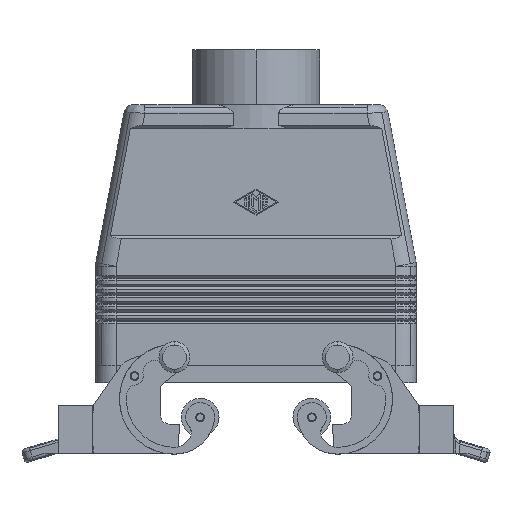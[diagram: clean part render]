
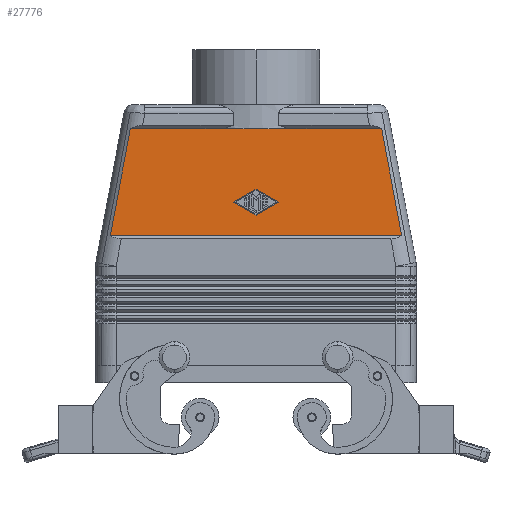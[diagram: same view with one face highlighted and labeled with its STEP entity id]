
A CAD part, front view. The second image highlights one B-rep face of the part: STEP entity #27776.
In plain terms, the highlighted planar face has unit normal (0, -1, 0).
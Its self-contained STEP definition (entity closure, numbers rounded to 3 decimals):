
#1755=CARTESIAN_POINT('',(36.587,-20.5,74.0));
#1756=VERTEX_POINT('',#1755);
#1764=CARTESIAN_POINT('',(42.42,-20.5,43.));
#1765=VERTEX_POINT('',#1764);
#1766=CARTESIAN_POINT('',(36.587,-20.5,74.0));
#1767=DIRECTION('',(0.185,0.0,-0.983));
#1768=VECTOR('',#1767,31.544);
#1769=LINE('',#1766,#1768);
#1770=EDGE_CURVE('',#1756,#1765,#1769,.T.);
#1991=CARTESIAN_POINT('',(-42.42,-20.5,43.));
#1992=VERTEX_POINT('',#1991);
#2000=CARTESIAN_POINT('',(-36.587,-20.5,74.0));
#2001=VERTEX_POINT('',#2000);
#2002=CARTESIAN_POINT('',(-42.42,-20.5,43.));
#2003=DIRECTION('',(0.185,0.0,0.983));
#2004=VECTOR('',#2003,31.544);
#2005=LINE('',#2002,#2004);
#2006=EDGE_CURVE('',#1992,#2001,#2005,.T.);
#10620=CARTESIAN_POINT('',(-9.274,-20.5,74.0));
#10621=VERTEX_POINT('',#10620);
#10631=CARTESIAN_POINT('',(9.274,-20.5,74.0));
#10632=VERTEX_POINT('',#10631);
#10813=CARTESIAN_POINT('',(-9.274,-20.5,74.0));
#10814=DIRECTION('',(1.0,0.0,0.0));
#10815=VECTOR('',#10814,18.547);
#10816=LINE('',#10813,#10815);
#10817=EDGE_CURVE('',#10621,#10632,#10816,.T.);
#11018=CARTESIAN_POINT('',(9.274,-20.5,74.0));
#11019=DIRECTION('',(1.0,0.0,0.0));
#11020=VECTOR('',#11019,27.313);
#11021=LINE('',#11018,#11020);
#11022=EDGE_CURVE('',#10632,#1756,#11021,.T.);
#11047=CARTESIAN_POINT('',(-36.587,-20.5,74.0));
#11048=DIRECTION('',(1.0,0.0,0.0));
#11049=VECTOR('',#11048,27.313);
#11050=LINE('',#11047,#11049);
#11051=EDGE_CURVE('',#2001,#10621,#11050,.T.);
#26924=CARTESIAN_POINT('',(0.,-20.5,56.399));
#26925=VERTEX_POINT('',#26924);
#26926=CARTESIAN_POINT('',(6.5,-20.5,52.65));
#26927=VERTEX_POINT('',#26926);
#26928=CARTESIAN_POINT('',(0.,-20.5,56.399));
#26929=DIRECTION('',(0.866,0.0,-0.5));
#26930=VECTOR('',#26929,7.504);
#26931=LINE('',#26928,#26930);
#26932=EDGE_CURVE('',#26925,#26927,#26931,.T.);
#26964=CARTESIAN_POINT('',(0.,-20.5,48.901));
#26965=VERTEX_POINT('',#26964);
#26966=CARTESIAN_POINT('',(6.5,-20.5,52.65));
#26967=DIRECTION('',(-0.866,0.0,-0.5));
#26968=VECTOR('',#26967,7.504);
#26969=LINE('',#26966,#26968);
#26970=EDGE_CURVE('',#26927,#26965,#26969,.T.);
#27048=CARTESIAN_POINT('',(-6.5,-20.5,52.65));
#27049=VERTEX_POINT('',#27048);
#27050=CARTESIAN_POINT('',(0.,-20.5,48.901));
#27051=DIRECTION('',(-0.866,0.0,0.5));
#27052=VECTOR('',#27051,7.504);
#27053=LINE('',#27050,#27052);
#27054=EDGE_CURVE('',#26965,#27049,#27053,.T.);
#27079=CARTESIAN_POINT('',(-6.5,-20.5,52.65));
#27080=DIRECTION('',(0.866,0.0,0.5));
#27081=VECTOR('',#27080,7.504);
#27082=LINE('',#27079,#27081);
#27083=EDGE_CURVE('',#27049,#26925,#27082,.T.);
#27752=CARTESIAN_POINT('',(0.0,-20.5,74.0));
#27753=DIRECTION('',(0.0,1.0,0.0));
#27754=DIRECTION('',(0.0,0.0,1.0));
#27755=AXIS2_PLACEMENT_3D('',#27752,#27753,#27754);
#27756=PLANE('',#27755);
#27757=ORIENTED_EDGE('',*,*,#1770,.F.);
#27758=ORIENTED_EDGE('',*,*,#11022,.F.);
#27759=ORIENTED_EDGE('',*,*,#10817,.F.);
#27760=ORIENTED_EDGE('',*,*,#11051,.F.);
#27761=ORIENTED_EDGE('',*,*,#2006,.F.);
#27762=CARTESIAN_POINT('',(-42.42,-20.5,43.));
#27763=DIRECTION('',(1.0,0.0,0.0));
#27764=VECTOR('',#27763,84.84);
#27765=LINE('',#27762,#27764);
#27766=EDGE_CURVE('',#1992,#1765,#27765,.T.);
#27767=ORIENTED_EDGE('',*,*,#27766,.T.);
#27768=EDGE_LOOP('',(#27757,#27758,#27759,#27760,#27761,#27767));
#27769=FACE_OUTER_BOUND('',#27768,.T.);
#27770=ORIENTED_EDGE('',*,*,#27054,.T.);
#27771=ORIENTED_EDGE('',*,*,#27083,.T.);
#27772=ORIENTED_EDGE('',*,*,#26932,.T.);
#27773=ORIENTED_EDGE('',*,*,#26970,.T.);
#27774=EDGE_LOOP('',(#27770,#27771,#27772,#27773));
#27775=FACE_BOUND('',#27774,.T.);
#27776=ADVANCED_FACE('',(#27769,#27775),#27756,.F.);
